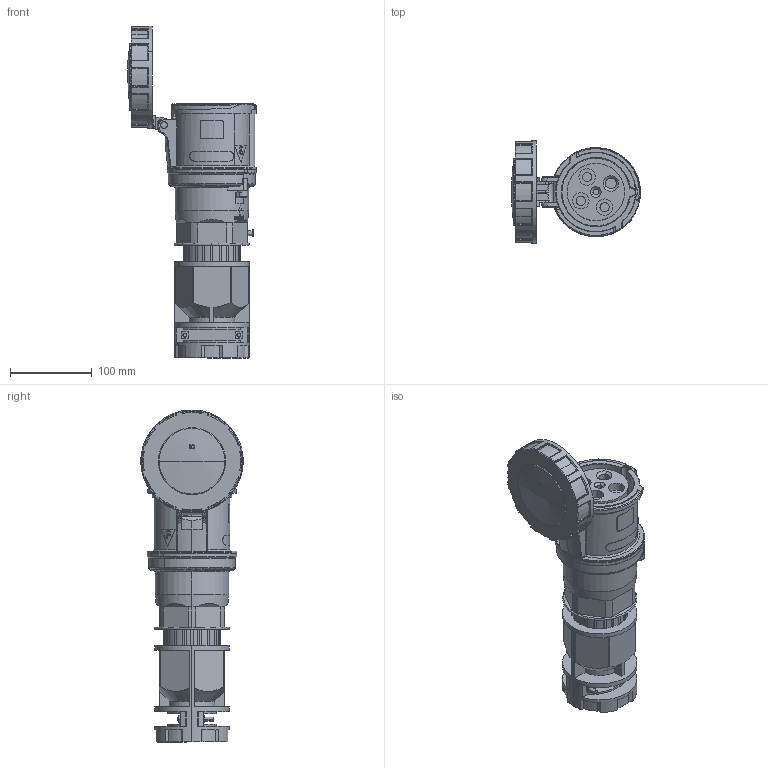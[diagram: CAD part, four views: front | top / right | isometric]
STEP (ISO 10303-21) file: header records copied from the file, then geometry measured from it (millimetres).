
FILE_DESCRIPTION (( 'STEP AP203' ), '1' );
FILE_NAME ('BRY4100C5W.step', '2022-08-17T19:33:47', ( '' ), ( '' ), 'SwSTEP 2.0', 'SolidWorks 2021', '' );
FILE_SCHEMA (( 'CONFIG_CONTROL_DESIGN' ));
Length unit declared in the file: millimetre
Products named in the file (1): BRY4100C5W
Bounding box: 157.58 x 125 x 405.5 mm (x, y, z)
Volume: 1714636.6 mm3; surface area: 254575.6 mm2
Topology: 7 solids, 7 shells, 1107 faces, 2962 edges, 1893 vertices
Faces by surface type: plane 394, cylinder 380, bspline 104, torus 95, cone 86, sphere 48
Entity records: 44988 total; most frequent: CARTESIAN_POINT 18369, ORIENTED_EDGE 5842, DIRECTION 5268, EDGE_CURVE 2921, AXIS2_PLACEMENT_3D 1999, VERTEX_POINT 1873, VECTOR 1270, LINE 1270
